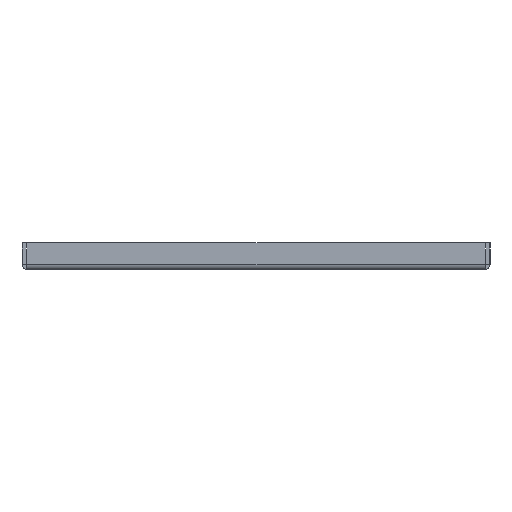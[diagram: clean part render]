
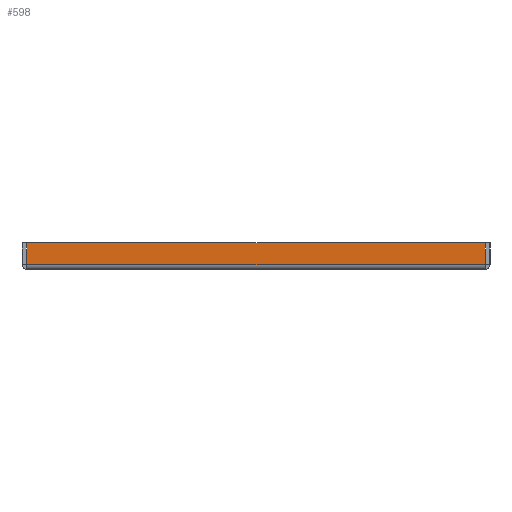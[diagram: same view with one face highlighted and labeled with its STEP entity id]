
A CAD part, front view. The second image highlights one B-rep face of the part: STEP entity #598.
In plain terms, the highlighted planar face has unit normal (0, -1, 0).
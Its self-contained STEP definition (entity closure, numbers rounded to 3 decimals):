
#598=ADVANCED_FACE('',(#1480),#1482,.F.);
#1480=FACE_BOUND('',#1481,.T.);
#1481=EDGE_LOOP('',(#1874,#1875,#1876,#1877));
#1482=PLANE('',#1483);
#1483=AXIS2_PLACEMENT_3D('',#1484,#1485,#1486);
#1484=CARTESIAN_POINT('',(0.,-26.63,-26.283));
#1485=DIRECTION('',(0.,1.,0.));
#1486=DIRECTION('',(-1.,0.,0.));
#1874=ORIENTED_EDGE('',*,*,#2064,.T.);
#1875=ORIENTED_EDGE('',*,*,#2095,.F.);
#1876=ORIENTED_EDGE('',*,*,#2096,.F.);
#1877=ORIENTED_EDGE('',*,*,#2097,.F.);
#2064=EDGE_CURVE('',#2328,#2329,#2330,.T.);
#2095=EDGE_CURVE('',#2375,#2329,#2376,.T.);
#2096=EDGE_CURVE('',#2377,#2375,#2378,.T.);
#2097=EDGE_CURVE('',#2328,#2377,#2379,.T.);
#2328=VERTEX_POINT('',#2916);
#2329=VERTEX_POINT('',#2917);
#2330=LINE('',#2918,#2919);
#2375=VERTEX_POINT('',#3037);
#2376=LINE('',#3038,#3039);
#2377=VERTEX_POINT('',#3041);
#2378=LINE('',#3042,#3043);
#2379=LINE('',#3045,#3046);
#2916=CARTESIAN_POINT('',(-26.37,-26.63,0.26));
#2917=CARTESIAN_POINT('',(0.,-26.63,0.26));
#2918=CARTESIAN_POINT('',(-26.37,-26.63,0.26));
#2919=VECTOR('',#2920,1.);
#2920=DIRECTION('',(1.,0.,0.));
#3037=CARTESIAN_POINT('',(0.,-26.63,1.52));
#3038=CARTESIAN_POINT('',(0.,-26.63,1.52));
#3039=VECTOR('',#3040,1.);
#3040=DIRECTION('',(0.,0.,-1.));
#3041=CARTESIAN_POINT('',(-26.37,-26.63,1.52));
#3042=CARTESIAN_POINT('',(-26.37,-26.63,1.52));
#3043=VECTOR('',#3044,1.);
#3044=DIRECTION('',(1.,0.,0.));
#3045=CARTESIAN_POINT('',(-26.37,-26.63,0.26));
#3046=VECTOR('',#3047,1.);
#3047=DIRECTION('',(0.,0.,1.));
